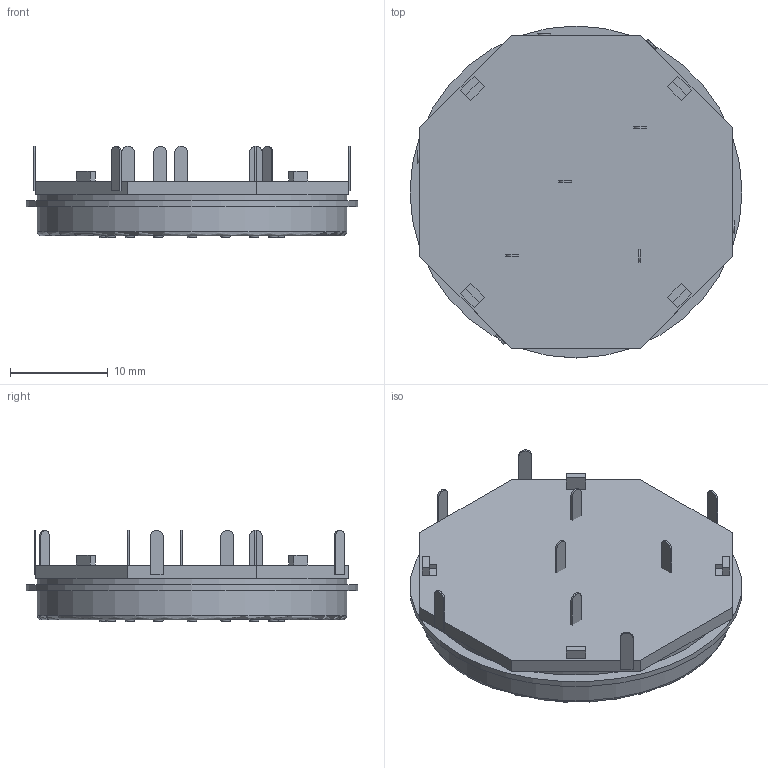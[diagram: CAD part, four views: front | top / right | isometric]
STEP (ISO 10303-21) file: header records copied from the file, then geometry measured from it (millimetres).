
FILE_DESCRIPTION(/* description */ ('STEP AP242','CAx-IF Rec.Pracs.---Representation and Presentation of Product Manufacturing Information (PMI)---4.0---2014-10-13','CAx-IF Rec.Pracs.---3D Tessellated Geometry---0.4---2014-09-14','2;1'),/* implementation_level */ '2;1');
FILE_NAME(/* name */ '62f1a07ce507272f8647bcbc',/* time_stamp */ '2022-08-08T23:47:08+00:00',/* author */ (''),/* organization */ (''),/* preprocessor_version */ 'ST-DEVELOPER v18.102',/* originating_system */ ' ',/* authorisation */ ' ');
FILE_SCHEMA (('AP242_MANAGED_MODEL_BASED_3D_ENGINEERING_MIM_LF { 1 0 10303 442 1 1 4 }'));
Length unit declared in the file: metre
Products named in the file (14): Encoder
Bounding box: 34 x 34 x 9.37 mm (x, y, z)
Volume: 4516.1 mm3; surface area: 6349.1 mm2
Topology: 14 solids, 14 shells, 168 faces, 352 edges, 235 vertices
Faces by surface type: plane 127, torus 20, cylinder 16, cone 5
Full cylindrical faces by diameter (mm): 8 x2, 23 x2, 31.7 x2, 34 x1
Entity records: 4538 total; most frequent: CARTESIAN_POINT 776, DIRECTION 720, ORIENTED_EDGE 614, EDGE_CURVE 307, AXIS2_PLACEMENT_3D 253, EDGE_LOOP 224, FACE_BOUND 224, VERTEX_POINT 219
